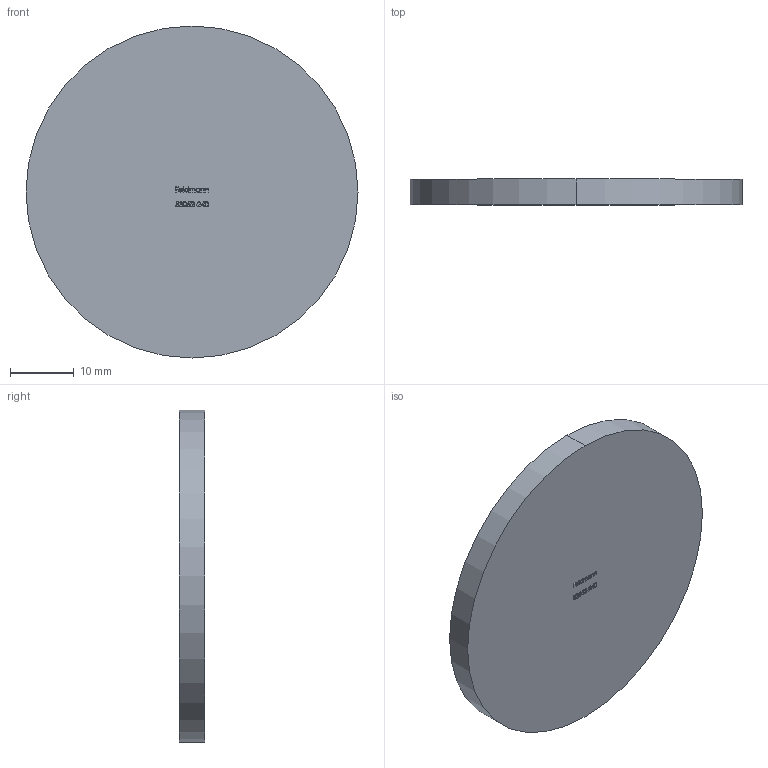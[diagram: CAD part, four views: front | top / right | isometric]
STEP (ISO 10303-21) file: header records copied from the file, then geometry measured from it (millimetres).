
FILE_DESCRIPTION (( 'STEP AP203' ), '1' );
FILE_NAME ('53052-240.step', '2020-10-16T11:31:48', ( '' ), ( '' ), 'SwSTEP 2.0', 'SolidWorks 2018', '' );
FILE_SCHEMA (( 'CONFIG_CONTROL_DESIGN' ));
Length unit declared in the file: millimetre
Products named in the file (2): 53052-240
Bounding box: 52 x 4 x 52 mm (x, y, z)
Volume: 8494.7 mm3; surface area: 4906.8 mm2
Topology: 1 solids, 1 shells, 233 faces, 624 edges, 416 vertices
Faces by surface type: plane 123, bspline 108, cylinder 2
Entity records: 13381 total; most frequent: CARTESIAN_POINT 8135, ORIENTED_EDGE 1248, DIRECTION 666, EDGE_CURVE 624, VERTEX_POINT 416, VECTOR 404, LINE 404, EDGE_LOOP 256
